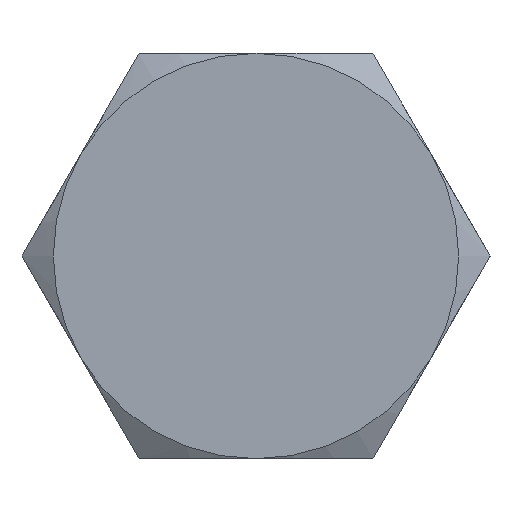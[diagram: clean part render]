
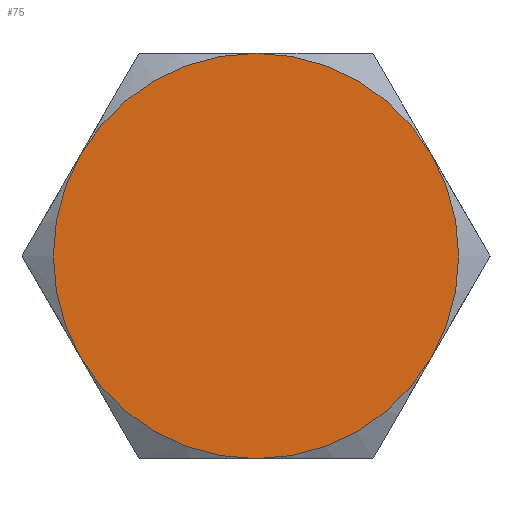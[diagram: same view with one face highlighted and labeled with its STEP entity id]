
A CAD part, left-side view. The second image highlights one B-rep face of the part: STEP entity #75.
In plain terms, the highlighted planar face has unit normal (-1, 0, 0).
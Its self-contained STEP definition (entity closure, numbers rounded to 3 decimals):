
#18 = AXIS2_PLACEMENT_3D ( 'NONE', #372, #809, #110 ) ;
#30 = DIRECTION ( 'NONE',  ( 1., 0., 0. ) ) ;
#52 = CARTESIAN_POINT ( 'NONE',  ( 0., -8.227, -4.75 ) ) ;
#58 = DIRECTION ( 'NONE',  ( 0., 0., 1. ) ) ;
#75 = ADVANCED_FACE ( 'NONE', ( #135 ), #663, .F. ) ;
#83 = EDGE_CURVE ( 'NONE', #733, #375, #248, .T. ) ;
#93 = ORIENTED_EDGE ( 'NONE', *, *, #83, .F. ) ;
#110 = DIRECTION ( 'NONE',  ( 0., 0., -1. ) ) ;
#119 = EDGE_CURVE ( 'NONE', #757, #437, #639, .T. ) ;
#122 = CIRCLE ( 'NONE', #18, 9.5 ) ;
#135 = FACE_OUTER_BOUND ( 'NONE', #279, .T. ) ;
#152 = ORIENTED_EDGE ( 'NONE', *, *, #718, .F. ) ;
#160 = AXIS2_PLACEMENT_3D ( 'NONE', #478, #30, #730 ) ;
#224 = CARTESIAN_POINT ( 'NONE',  ( 0., 10.97, 0. ) ) ;
#228 = DIRECTION ( 'NONE',  ( 1., 0., 0. ) ) ;
#248 = CIRCLE ( 'NONE', #160, 9.5 ) ;
#279 = EDGE_LOOP ( 'NONE', ( #346, #439, #93, #752, #458, #152 ) ) ;
#319 = CIRCLE ( 'NONE', #361, 9.5 ) ;
#330 = DIRECTION ( 'NONE',  ( 0., 0., -1. ) ) ;
#339 = EDGE_CURVE ( 'NONE', #408, #786, #765, .T. ) ;
#345 = CARTESIAN_POINT ( 'NONE',  ( 0., 0., 0. ) ) ;
#346 = ORIENTED_EDGE ( 'NONE', *, *, #119, .F. ) ;
#347 = DIRECTION ( 'NONE',  ( 1., 0., 0. ) ) ;
#361 = AXIS2_PLACEMENT_3D ( 'NONE', #707, #773, #330 ) ;
#372 = CARTESIAN_POINT ( 'NONE',  ( 0., 0., 0. ) ) ;
#375 = VERTEX_POINT ( 'NONE', #52 ) ;
#408 = VERTEX_POINT ( 'NONE', #592 ) ;
#413 = AXIS2_PLACEMENT_3D ( 'NONE', #506, #500, #58 ) ;
#437 = VERTEX_POINT ( 'NONE', #536 ) ;
#439 = ORIENTED_EDGE ( 'NONE', *, *, #578, .F. ) ;
#458 = ORIENTED_EDGE ( 'NONE', *, *, #339, .T. ) ;
#478 = CARTESIAN_POINT ( 'NONE',  ( 0., 0., 0. ) ) ;
#486 = CARTESIAN_POINT ( 'NONE',  ( 0., 0., 0. ) ) ;
#494 = CIRCLE ( 'NONE', #751, 9.5 ) ;
#500 = DIRECTION ( 'NONE',  ( -1., 0., 0. ) ) ;
#506 = CARTESIAN_POINT ( 'NONE',  ( 0., 0., 0. ) ) ;
#507 = CARTESIAN_POINT ( 'NONE',  ( 0., -8.227, 4.75 ) ) ;
#509 = CARTESIAN_POINT ( 'NONE',  ( 0., 0., -9.5 ) ) ;
#536 = CARTESIAN_POINT ( 'NONE',  ( 0., 8.227, -4.75 ) ) ;
#577 = CARTESIAN_POINT ( 'NONE',  ( 0., 8.227, 4.75 ) ) ;
#578 = EDGE_CURVE ( 'NONE', #375, #757, #122, .T. ) ;
#592 = CARTESIAN_POINT ( 'NONE',  ( 0., 0., 9.5 ) ) ;
#597 = EDGE_CURVE ( 'NONE', #408, #733, #494, .T. ) ;
#639 = CIRCLE ( 'NONE', #698, 9.5 ) ;
#658 = DIRECTION ( 'NONE',  ( 0., 0., -1. ) ) ;
#663 = PLANE ( 'NONE',  #779 ) ;
#666 = DIRECTION ( 'NONE',  ( 0., 0., -1. ) ) ;
#676 = DIRECTION ( 'NONE',  ( 0., 0., -1. ) ) ;
#680 = DIRECTION ( 'NONE',  ( 1., 0., 0. ) ) ;
#698 = AXIS2_PLACEMENT_3D ( 'NONE', #345, #228, #666 ) ;
#707 = CARTESIAN_POINT ( 'NONE',  ( 0., 0., 0. ) ) ;
#718 = EDGE_CURVE ( 'NONE', #437, #786, #319, .T. ) ;
#730 = DIRECTION ( 'NONE',  ( 0., 0., -1. ) ) ;
#733 = VERTEX_POINT ( 'NONE', #507 ) ;
#751 = AXIS2_PLACEMENT_3D ( 'NONE', #486, #680, #676 ) ;
#752 = ORIENTED_EDGE ( 'NONE', *, *, #597, .F. ) ;
#757 = VERTEX_POINT ( 'NONE', #509 ) ;
#765 = CIRCLE ( 'NONE', #413, 9.5 ) ;
#773 = DIRECTION ( 'NONE',  ( 1., 0., 0. ) ) ;
#779 = AXIS2_PLACEMENT_3D ( 'NONE', #224, #347, #658 ) ;
#786 = VERTEX_POINT ( 'NONE', #577 ) ;
#809 = DIRECTION ( 'NONE',  ( 1., 0., 0. ) ) ;
